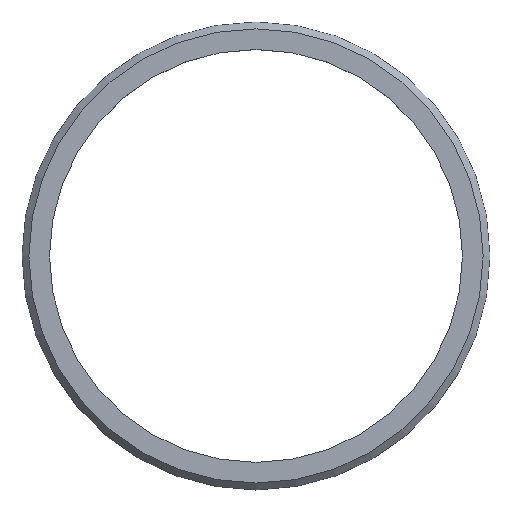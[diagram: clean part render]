
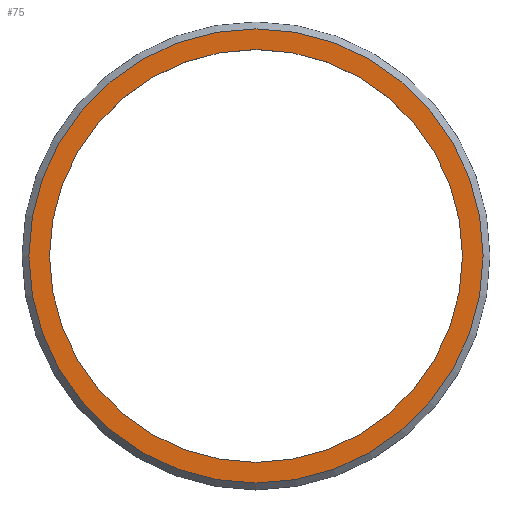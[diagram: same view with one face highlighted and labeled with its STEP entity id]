
A CAD part, top view. The second image highlights one B-rep face of the part: STEP entity #75.
In plain terms, the highlighted planar face has unit normal (0, 0, 1).
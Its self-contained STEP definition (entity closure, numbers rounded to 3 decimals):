
#17=FACE_BOUND('',#28,.T.);
#19=PLANE('',#96);
#22=FACE_OUTER_BOUND('',#27,.T.);
#27=EDGE_LOOP('',(#61));
#28=EDGE_LOOP('',(#62));
#39=CIRCLE('',#94,16.5);
#41=CIRCLE('',#97,15.);
#44=VERTEX_POINT('',#130);
#46=VERTEX_POINT('',#136);
#49=EDGE_CURVE('',#44,#44,#39,.T.);
#52=EDGE_CURVE('',#46,#46,#41,.T.);
#61=ORIENTED_EDGE('',*,*,#49,.F.);
#62=ORIENTED_EDGE('',*,*,#52,.T.);
#75=ADVANCED_FACE('',(#22,#17),#19,.T.);
#94=AXIS2_PLACEMENT_3D('',#131,#107,#108);
#96=AXIS2_PLACEMENT_3D('',#135,#112,#113);
#97=AXIS2_PLACEMENT_3D('',#137,#114,#115);
#107=DIRECTION('center_axis',(0.,0.,-1.));
#108=DIRECTION('ref_axis',(1.,0.,0.));
#112=DIRECTION('center_axis',(0.,0.,1.));
#113=DIRECTION('ref_axis',(1.,0.,0.));
#114=DIRECTION('center_axis',(0.,0.,-1.));
#115=DIRECTION('ref_axis',(1.,0.,0.));
#130=CARTESIAN_POINT('',(-16.5,0.,2.5));
#131=CARTESIAN_POINT('Origin',(0.,0.,2.5));
#135=CARTESIAN_POINT('Origin',(0.,0.,2.5));
#136=CARTESIAN_POINT('',(-15.,0.,2.5));
#137=CARTESIAN_POINT('Origin',(0.,0.,2.5));
